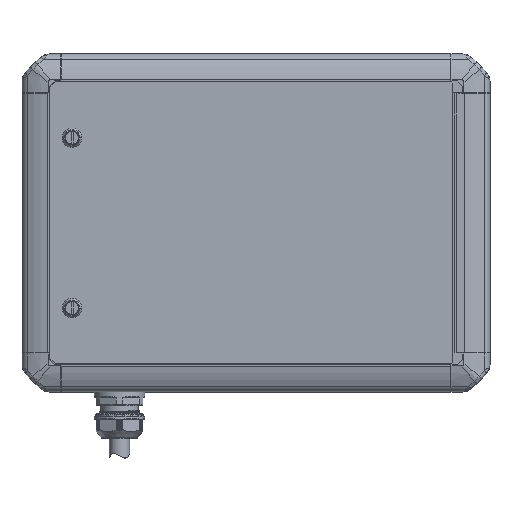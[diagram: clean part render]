
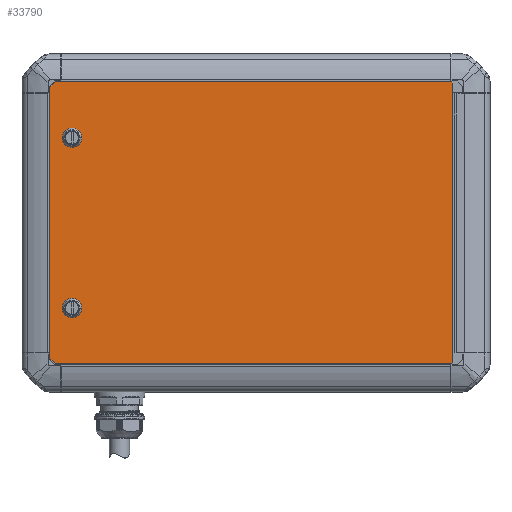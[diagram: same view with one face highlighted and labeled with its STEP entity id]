
A CAD part, top view. The second image highlights one B-rep face of the part: STEP entity #33790.
In plain terms, the highlighted planar face has unit normal (0, 0, 1).
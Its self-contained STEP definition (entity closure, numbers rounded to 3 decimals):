
#181 = CARTESIAN_POINT ( 'NONE',  ( -261.5, -2., 2. ) ) ;
#307 = AXIS2_PLACEMENT_3D ( 'NONE', #4399, #79873, #72099 ) ;
#1132 = CIRCLE ( 'NONE', #8027, 7.5 ) ;
#1442 = LINE ( 'NONE', #86360, #40114 ) ;
#2643 = FACE_OUTER_BOUND ( 'NONE', #77421, .T. ) ;
#2755 = CARTESIAN_POINT ( 'NONE',  ( 155., 107.5, 2. ) ) ;
#3157 = DIRECTION ( 'NONE',  ( 0., 0., 1. ) ) ;
#3497 = LINE ( 'NONE', #37375, #88614 ) ;
#3840 = VERTEX_POINT ( 'NONE', #21496 ) ;
#4399 = CARTESIAN_POINT ( 'NONE',  ( -138., 65.5, 2. ) ) ;
#4450 = CARTESIAN_POINT ( 'NONE',  ( -138., 73., 2. ) ) ;
#5160 = ORIENTED_EDGE ( 'NONE', *, *, #72780, .T. ) ;
#5576 = CARTESIAN_POINT ( 'NONE',  ( 155., 108.5, 2. ) ) ;
#7055 = LINE ( 'NONE', #8692, #38294 ) ;
#8027 = AXIS2_PLACEMENT_3D ( 'NONE', #49863, #3157, #78635 ) ;
#8253 = LINE ( 'NONE', #43222, #76161 ) ;
#8692 = CARTESIAN_POINT ( 'NONE',  ( -155., 108.5, 2. ) ) ;
#9417 = AXIS2_PLACEMENT_3D ( 'NONE', #44343, #45446, #53217 ) ;
#9720 = VERTEX_POINT ( 'NONE', #98544 ) ;
#10179 = EDGE_CURVE ( 'NONE', #41778, #11814, #46719, .T. ) ;
#11814 = VERTEX_POINT ( 'NONE', #2755 ) ;
#12557 = CARTESIAN_POINT ( 'NONE',  ( -155., 104.5, 2. ) ) ;
#14124 = EDGE_CURVE ( 'NONE', #26913, #53514, #86533, .T. ) ;
#14529 = ORIENTED_EDGE ( 'NONE', *, *, #24932, .F. ) ;
#17731 = VECTOR ( 'NONE', #83443, 1000. ) ;
#20359 = VECTOR ( 'NONE', #28199, 1000. ) ;
#20395 = FACE_BOUND ( 'NONE', #60889, .T. ) ;
#21496 = CARTESIAN_POINT ( 'NONE',  ( -151., -108.5, 2. ) ) ;
#22549 = EDGE_CURVE ( 'NONE', #9720, #66972, #53731, .T. ) ;
#24932 = EDGE_CURVE ( 'NONE', #53514, #26913, #53722, .T. ) ;
#26555 = DIRECTION ( 'NONE',  ( 0.707, -0.707, 0. ) ) ;
#26913 = VERTEX_POINT ( 'NONE', #82139 ) ;
#27323 = DIRECTION ( 'NONE',  ( 0., -1., 0. ) ) ;
#27656 = CARTESIAN_POINT ( 'NONE',  ( 108., 154.5, 2. ) ) ;
#27873 = CARTESIAN_POINT ( 'NONE',  ( -155., 108.5, 2. ) ) ;
#28192 = DIRECTION ( 'NONE',  ( 1., 0., 0. ) ) ;
#28199 = DIRECTION ( 'NONE',  ( -0.707, 0.707, 0. ) ) ;
#28204 = VERTEX_POINT ( 'NONE', #82574 ) ;
#29814 = VERTEX_POINT ( 'NONE', #59275 ) ;
#31554 = AXIS2_PLACEMENT_3D ( 'NONE', #85844, #86924, #87479 ) ;
#33790 = ADVANCED_FACE ( 'NONE', ( #20395, #2643, #53163 ), #36523, .T. ) ;
#35652 = LINE ( 'NONE', #27873, #43359 ) ;
#36006 = EDGE_CURVE ( 'NONE', #99937, #3840, #8253, .T. ) ;
#36523 = PLANE ( 'NONE',  #97173 ) ;
#37375 = CARTESIAN_POINT ( 'NONE',  ( -155., -108.5, 2. ) ) ;
#38294 = VECTOR ( 'NONE', #66433, 1000. ) ;
#38476 = DIRECTION ( 'NONE',  ( 1., 0., 0. ) ) ;
#40054 = CARTESIAN_POINT ( 'NONE',  ( -155., -104.5, 2. ) ) ;
#40114 = VECTOR ( 'NONE', #105196, 1000. ) ;
#41556 = ORIENTED_EDGE ( 'NONE', *, *, #36006, .T. ) ;
#41778 = VERTEX_POINT ( 'NONE', #102893 ) ;
#43222 = CARTESIAN_POINT ( 'NONE',  ( -153., -106.5, 2. ) ) ;
#43359 = VECTOR ( 'NONE', #27323, 1000. ) ;
#44343 = CARTESIAN_POINT ( 'NONE',  ( -138., -65.5, 2. ) ) ;
#45446 = DIRECTION ( 'NONE',  ( 0., 0., 1. ) ) ;
#46493 = DIRECTION ( 'NONE',  ( 0., 0., 1. ) ) ;
#46719 = LINE ( 'NONE', #5576, #95116 ) ;
#48380 = ORIENTED_EDGE ( 'NONE', *, *, #58668, .T. ) ;
#49024 = EDGE_CURVE ( 'NONE', #109055, #99937, #35652, .T. ) ;
#49863 = CARTESIAN_POINT ( 'NONE',  ( -138., 65.5, 2. ) ) ;
#51244 = EDGE_CURVE ( 'NONE', #29814, #91291, #7055, .T. ) ;
#53163 = FACE_BOUND ( 'NONE', #92718, .T. ) ;
#53217 = DIRECTION ( 'NONE',  ( 0., 1., 0. ) ) ;
#53514 = VERTEX_POINT ( 'NONE', #82836 ) ;
#53722 = CIRCLE ( 'NONE', #9417, 7.5 ) ;
#53731 = CIRCLE ( 'NONE', #307, 7.5 ) ;
#57324 = ORIENTED_EDGE ( 'NONE', *, *, #51244, .T. ) ;
#57747 = DIRECTION ( 'NONE',  ( 0., 1., 0. ) ) ;
#58668 = EDGE_CURVE ( 'NONE', #3840, #28204, #3497, .T. ) ;
#59275 = CARTESIAN_POINT ( 'NONE',  ( 154., 108.5, 2. ) ) ;
#60395 = LINE ( 'NONE', #27656, #20359 ) ;
#60889 = EDGE_LOOP ( 'NONE', ( #103304, #14529 ) ) ;
#65952 = ORIENTED_EDGE ( 'NONE', *, *, #10179, .T. ) ;
#66433 = DIRECTION ( 'NONE',  ( -1., 0., 0. ) ) ;
#66972 = VERTEX_POINT ( 'NONE', #4450 ) ;
#70346 = CARTESIAN_POINT ( 'NONE',  ( -155., -108.5, 2. ) ) ;
#72099 = DIRECTION ( 'NONE',  ( 0., 1., 0. ) ) ;
#72780 = EDGE_CURVE ( 'NONE', #11814, #29814, #60395, .T. ) ;
#74013 = LINE ( 'NONE', #181, #17731 ) ;
#74961 = ORIENTED_EDGE ( 'NONE', *, *, #83702, .T. ) ;
#75150 = EDGE_CURVE ( 'NONE', #28204, #41778, #1442, .T. ) ;
#76161 = VECTOR ( 'NONE', #26555, 1000. ) ;
#77421 = EDGE_LOOP ( 'NONE', ( #104517, #41556, #48380, #102894, #65952, #5160, #57324, #74961 ) ) ;
#78635 = DIRECTION ( 'NONE',  ( 0., 1., 0. ) ) ;
#79873 = DIRECTION ( 'NONE',  ( 0., 0., 1. ) ) ;
#81479 = CARTESIAN_POINT ( 'NONE',  ( -151., 108.5, 2. ) ) ;
#82139 = CARTESIAN_POINT ( 'NONE',  ( -138., -58., 2. ) ) ;
#82574 = CARTESIAN_POINT ( 'NONE',  ( 154., -108.5, 2. ) ) ;
#82836 = CARTESIAN_POINT ( 'NONE',  ( -138., -73., 2. ) ) ;
#83443 = DIRECTION ( 'NONE',  ( -0.707, -0.707, 0. ) ) ;
#83702 = EDGE_CURVE ( 'NONE', #91291, #109055, #74013, .T. ) ;
#84372 = ORIENTED_EDGE ( 'NONE', *, *, #92750, .F. ) ;
#85844 = CARTESIAN_POINT ( 'NONE',  ( -138., -65.5, 2. ) ) ;
#86360 = CARTESIAN_POINT ( 'NONE',  ( -0.5, -263., 2. ) ) ;
#86533 = CIRCLE ( 'NONE', #31554, 7.5 ) ;
#86924 = DIRECTION ( 'NONE',  ( 0., 0., 1. ) ) ;
#87479 = DIRECTION ( 'NONE',  ( 0., 1., 0. ) ) ;
#88614 = VECTOR ( 'NONE', #38476, 1000. ) ;
#91291 = VERTEX_POINT ( 'NONE', #81479 ) ;
#92718 = EDGE_LOOP ( 'NONE', ( #84372, #104315 ) ) ;
#92750 = EDGE_CURVE ( 'NONE', #66972, #9720, #1132, .T. ) ;
#95116 = VECTOR ( 'NONE', #57747, 1000. ) ;
#97173 = AXIS2_PLACEMENT_3D ( 'NONE', #70346, #46493, #28192 ) ;
#98544 = CARTESIAN_POINT ( 'NONE',  ( -138., 58., 2. ) ) ;
#99937 = VERTEX_POINT ( 'NONE', #40054 ) ;
#102894 = ORIENTED_EDGE ( 'NONE', *, *, #75150, .T. ) ;
#102893 = CARTESIAN_POINT ( 'NONE',  ( 155., -107.5, 2. ) ) ;
#103304 = ORIENTED_EDGE ( 'NONE', *, *, #14124, .F. ) ;
#104315 = ORIENTED_EDGE ( 'NONE', *, *, #22549, .F. ) ;
#104517 = ORIENTED_EDGE ( 'NONE', *, *, #49024, .T. ) ;
#105196 = DIRECTION ( 'NONE',  ( 0.707, 0.707, 0. ) ) ;
#109055 = VERTEX_POINT ( 'NONE', #12557 ) ;
